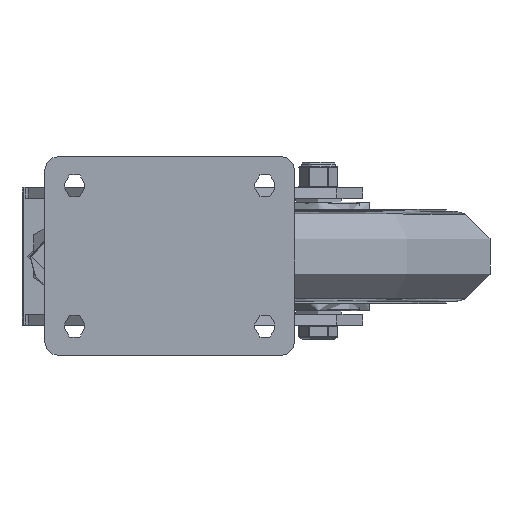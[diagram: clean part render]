
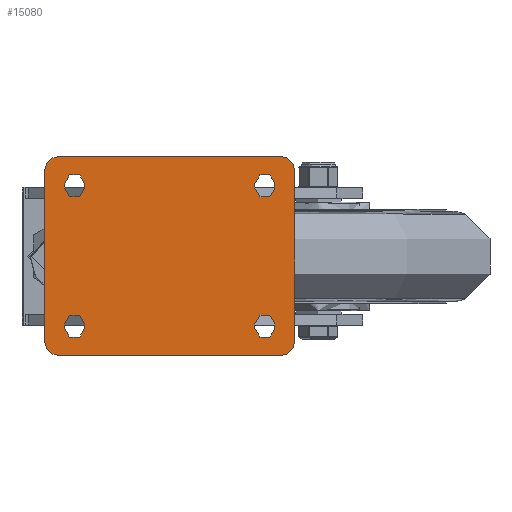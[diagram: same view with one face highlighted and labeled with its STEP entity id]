
A CAD part, top view. The second image highlights one B-rep face of the part: STEP entity #15080.
In plain terms, the highlighted planar face has unit normal (0, 0, 1).
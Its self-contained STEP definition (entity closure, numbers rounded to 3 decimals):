
#1434=FACE_BOUND('',#2913,.T.);
#1435=FACE_BOUND('',#2914,.T.);
#1436=FACE_BOUND('',#2915,.T.);
#1437=FACE_BOUND('',#2916,.T.);
#1607=PLANE('',#16323);
#1976=FACE_OUTER_BOUND('',#2912,.T.);
#2912=EDGE_LOOP('',(#10338,#10339,#10340,#10341,#10342,#10343,#10344,#10345));
#2913=EDGE_LOOP('',(#10346,#10347,#10348,#10349));
#2914=EDGE_LOOP('',(#10350,#10351,#10352,#10353));
#2915=EDGE_LOOP('',(#10354,#10355,#10356,#10357));
#2916=EDGE_LOOP('',(#10358,#10359,#10360,#10361));
#4023=LINE('',#21578,#4959);
#4024=LINE('',#21582,#4960);
#4025=LINE('',#21586,#4961);
#4026=LINE('',#21589,#4962);
#4027=LINE('',#21592,#4963);
#4028=LINE('',#21596,#4964);
#4029=LINE('',#21600,#4965);
#4030=LINE('',#21604,#4966);
#4031=LINE('',#21608,#4967);
#4032=LINE('',#21612,#4968);
#4033=LINE('',#21616,#4969);
#4034=LINE('',#21620,#4970);
#4959=VECTOR('',#17811,1000.);
#4960=VECTOR('',#17814,1000.);
#4961=VECTOR('',#17817,1000.);
#4962=VECTOR('',#17820,1000.);
#4963=VECTOR('',#17821,1000.);
#4964=VECTOR('',#17824,1000.);
#4965=VECTOR('',#17827,1000.);
#4966=VECTOR('',#17830,1000.);
#4967=VECTOR('',#17833,1000.);
#4968=VECTOR('',#17836,1000.);
#4969=VECTOR('',#17839,1000.);
#4970=VECTOR('',#17842,1000.);
#5881=CIRCLE('',#16324,8.);
#5882=CIRCLE('',#16325,8.);
#5883=CIRCLE('',#16326,8.);
#5884=CIRCLE('',#16327,8.);
#5885=CIRCLE('',#16328,5.5);
#5886=CIRCLE('',#16329,5.5);
#5887=CIRCLE('',#16330,5.5);
#5888=CIRCLE('',#16331,5.5);
#5889=CIRCLE('',#16332,5.5);
#5890=CIRCLE('',#16333,5.5);
#5891=CIRCLE('',#16334,5.5);
#5892=CIRCLE('',#16335,5.5);
#6512=VERTEX_POINT('',#21574);
#6513=VERTEX_POINT('',#21575);
#6514=VERTEX_POINT('',#21577);
#6515=VERTEX_POINT('',#21579);
#6516=VERTEX_POINT('',#21581);
#6517=VERTEX_POINT('',#21583);
#6518=VERTEX_POINT('',#21585);
#6519=VERTEX_POINT('',#21587);
#6520=VERTEX_POINT('',#21590);
#6521=VERTEX_POINT('',#21591);
#6522=VERTEX_POINT('',#21593);
#6523=VERTEX_POINT('',#21595);
#6524=VERTEX_POINT('',#21598);
#6525=VERTEX_POINT('',#21599);
#6526=VERTEX_POINT('',#21601);
#6527=VERTEX_POINT('',#21603);
#6528=VERTEX_POINT('',#21606);
#6529=VERTEX_POINT('',#21607);
#6530=VERTEX_POINT('',#21609);
#6531=VERTEX_POINT('',#21611);
#6532=VERTEX_POINT('',#21614);
#6533=VERTEX_POINT('',#21615);
#6534=VERTEX_POINT('',#21617);
#6535=VERTEX_POINT('',#21619);
#8025=EDGE_CURVE('',#6512,#6513,#5881,.T.);
#8026=EDGE_CURVE('',#6514,#6513,#4023,.T.);
#8027=EDGE_CURVE('',#6515,#6514,#5882,.T.);
#8028=EDGE_CURVE('',#6516,#6515,#4024,.T.);
#8029=EDGE_CURVE('',#6517,#6516,#5883,.T.);
#8030=EDGE_CURVE('',#6518,#6517,#4025,.T.);
#8031=EDGE_CURVE('',#6519,#6518,#5884,.T.);
#8032=EDGE_CURVE('',#6512,#6519,#4026,.T.);
#8033=EDGE_CURVE('',#6520,#6521,#4027,.T.);
#8034=EDGE_CURVE('',#6521,#6522,#5885,.T.);
#8035=EDGE_CURVE('',#6522,#6523,#4028,.T.);
#8036=EDGE_CURVE('',#6523,#6520,#5886,.T.);
#8037=EDGE_CURVE('',#6524,#6525,#4029,.T.);
#8038=EDGE_CURVE('',#6525,#6526,#5887,.T.);
#8039=EDGE_CURVE('',#6526,#6527,#4030,.T.);
#8040=EDGE_CURVE('',#6527,#6524,#5888,.T.);
#8041=EDGE_CURVE('',#6528,#6529,#4031,.T.);
#8042=EDGE_CURVE('',#6529,#6530,#5889,.T.);
#8043=EDGE_CURVE('',#6530,#6531,#4032,.T.);
#8044=EDGE_CURVE('',#6531,#6528,#5890,.T.);
#8045=EDGE_CURVE('',#6532,#6533,#4033,.T.);
#8046=EDGE_CURVE('',#6533,#6534,#5891,.T.);
#8047=EDGE_CURVE('',#6534,#6535,#4034,.T.);
#8048=EDGE_CURVE('',#6535,#6532,#5892,.T.);
#10338=ORIENTED_EDGE('',*,*,#8025,.T.);
#10339=ORIENTED_EDGE('',*,*,#8026,.F.);
#10340=ORIENTED_EDGE('',*,*,#8027,.F.);
#10341=ORIENTED_EDGE('',*,*,#8028,.F.);
#10342=ORIENTED_EDGE('',*,*,#8029,.F.);
#10343=ORIENTED_EDGE('',*,*,#8030,.F.);
#10344=ORIENTED_EDGE('',*,*,#8031,.F.);
#10345=ORIENTED_EDGE('',*,*,#8032,.F.);
#10346=ORIENTED_EDGE('',*,*,#8033,.T.);
#10347=ORIENTED_EDGE('',*,*,#8034,.T.);
#10348=ORIENTED_EDGE('',*,*,#8035,.T.);
#10349=ORIENTED_EDGE('',*,*,#8036,.T.);
#10350=ORIENTED_EDGE('',*,*,#8037,.T.);
#10351=ORIENTED_EDGE('',*,*,#8038,.T.);
#10352=ORIENTED_EDGE('',*,*,#8039,.T.);
#10353=ORIENTED_EDGE('',*,*,#8040,.T.);
#10354=ORIENTED_EDGE('',*,*,#8041,.T.);
#10355=ORIENTED_EDGE('',*,*,#8042,.T.);
#10356=ORIENTED_EDGE('',*,*,#8043,.T.);
#10357=ORIENTED_EDGE('',*,*,#8044,.T.);
#10358=ORIENTED_EDGE('',*,*,#8045,.T.);
#10359=ORIENTED_EDGE('',*,*,#8046,.T.);
#10360=ORIENTED_EDGE('',*,*,#8047,.T.);
#10361=ORIENTED_EDGE('',*,*,#8048,.T.);
#15080=ADVANCED_FACE('',(#1976,#1434,#1435,#1436,#1437),#1607,.T.);
#16323=AXIS2_PLACEMENT_3D('',#21573,#17807,#17808);
#16324=AXIS2_PLACEMENT_3D('',#21576,#17809,#17810);
#16325=AXIS2_PLACEMENT_3D('',#21580,#17812,#17813);
#16326=AXIS2_PLACEMENT_3D('',#21584,#17815,#17816);
#16327=AXIS2_PLACEMENT_3D('',#21588,#17818,#17819);
#16328=AXIS2_PLACEMENT_3D('',#21594,#17822,#17823);
#16329=AXIS2_PLACEMENT_3D('',#21597,#17825,#17826);
#16330=AXIS2_PLACEMENT_3D('',#21602,#17828,#17829);
#16331=AXIS2_PLACEMENT_3D('',#21605,#17831,#17832);
#16332=AXIS2_PLACEMENT_3D('',#21610,#17834,#17835);
#16333=AXIS2_PLACEMENT_3D('',#21613,#17837,#17838);
#16334=AXIS2_PLACEMENT_3D('',#21618,#17840,#17841);
#16335=AXIS2_PLACEMENT_3D('',#21621,#17843,#17844);
#17807=DIRECTION('center_axis',(0.,0.,1.));
#17808=DIRECTION('ref_axis',(1.,0.,0.));
#17809=DIRECTION('center_axis',(0.,0.,1.));
#17810=DIRECTION('ref_axis',(-1.,0.,0.));
#17811=DIRECTION('',(-1.,0.,0.));
#17812=DIRECTION('center_axis',(0.,0.,-1.));
#17813=DIRECTION('ref_axis',(1.,0.,0.));
#17814=DIRECTION('',(0.,-1.,0.));
#17815=DIRECTION('center_axis',(0.,0.,-1.));
#17816=DIRECTION('ref_axis',(0.,1.,0.));
#17817=DIRECTION('',(1.,0.,0.));
#17818=DIRECTION('center_axis',(0.,0.,-1.));
#17819=DIRECTION('ref_axis',(-1.,0.,0.));
#17820=DIRECTION('',(0.,1.,0.));
#17821=DIRECTION('',(0.,-1.,0.));
#17822=DIRECTION('center_axis',(0.,0.,-1.));
#17823=DIRECTION('ref_axis',(-1.,0.,0.));
#17824=DIRECTION('',(0.,1.,0.));
#17825=DIRECTION('center_axis',(0.,0.,-1.));
#17826=DIRECTION('ref_axis',(-1.,0.,0.));
#17827=DIRECTION('',(0.,1.,0.));
#17828=DIRECTION('center_axis',(0.,0.,-1.));
#17829=DIRECTION('ref_axis',(-1.,0.,0.));
#17830=DIRECTION('',(0.,-1.,0.));
#17831=DIRECTION('center_axis',(0.,0.,-1.));
#17832=DIRECTION('ref_axis',(-1.,0.,0.));
#17833=DIRECTION('',(0.,-1.,0.));
#17834=DIRECTION('center_axis',(0.,0.,-1.));
#17835=DIRECTION('ref_axis',(1.,0.,0.));
#17836=DIRECTION('',(0.,1.,0.));
#17837=DIRECTION('center_axis',(0.,0.,-1.));
#17838=DIRECTION('ref_axis',(1.,0.,0.));
#17839=DIRECTION('',(0.,1.,0.));
#17840=DIRECTION('center_axis',(0.,0.,-1.));
#17841=DIRECTION('ref_axis',(1.,0.,0.));
#17842=DIRECTION('',(0.,-1.,0.));
#17843=DIRECTION('center_axis',(0.,0.,-1.));
#17844=DIRECTION('ref_axis',(1.,0.,0.));
#21573=CARTESIAN_POINT('Origin',(0.,0.,0.));
#21574=CARTESIAN_POINT('',(-69.,-47.,0.));
#21575=CARTESIAN_POINT('',(-61.,-55.,0.));
#21576=CARTESIAN_POINT('Origin',(-61.,-47.,0.));
#21577=CARTESIAN_POINT('',(61.,-55.,0.));
#21578=CARTESIAN_POINT('',(61.,-55.,0.));
#21579=CARTESIAN_POINT('',(69.,-47.,0.));
#21580=CARTESIAN_POINT('Origin',(61.,-47.,0.));
#21581=CARTESIAN_POINT('',(69.,47.,0.));
#21582=CARTESIAN_POINT('',(69.,47.,0.));
#21583=CARTESIAN_POINT('',(61.,55.,0.));
#21584=CARTESIAN_POINT('Origin',(61.,47.,0.));
#21585=CARTESIAN_POINT('',(-61.,55.,0.));
#21586=CARTESIAN_POINT('',(-61.,55.,0.));
#21587=CARTESIAN_POINT('',(-69.,47.,0.));
#21588=CARTESIAN_POINT('Origin',(-61.,47.,0.));
#21589=CARTESIAN_POINT('',(-69.,-47.,0.));
#21590=CARTESIAN_POINT('',(58.,-37.5,0.));
#21591=CARTESIAN_POINT('',(58.,-40.,0.));
#21592=CARTESIAN_POINT('',(58.,-40.,0.));
#21593=CARTESIAN_POINT('',(47.,-40.,0.));
#21594=CARTESIAN_POINT('Origin',(52.5,-40.,0.));
#21595=CARTESIAN_POINT('',(47.,-37.5,0.));
#21596=CARTESIAN_POINT('',(47.,-40.,0.));
#21597=CARTESIAN_POINT('Origin',(52.5,-37.5,0.));
#21598=CARTESIAN_POINT('',(47.,37.5,0.));
#21599=CARTESIAN_POINT('',(47.,40.,0.));
#21600=CARTESIAN_POINT('',(47.,40.,0.));
#21601=CARTESIAN_POINT('',(58.,40.,0.));
#21602=CARTESIAN_POINT('Origin',(52.5,40.,0.));
#21603=CARTESIAN_POINT('',(58.,37.5,0.));
#21604=CARTESIAN_POINT('',(58.,40.,0.));
#21605=CARTESIAN_POINT('Origin',(52.5,37.5,0.));
#21606=CARTESIAN_POINT('',(-47.,-37.5,0.));
#21607=CARTESIAN_POINT('',(-47.,-40.,0.));
#21608=CARTESIAN_POINT('',(-47.,-40.,0.));
#21609=CARTESIAN_POINT('',(-58.,-40.,0.));
#21610=CARTESIAN_POINT('Origin',(-52.5,-40.,0.));
#21611=CARTESIAN_POINT('',(-58.,-37.5,0.));
#21612=CARTESIAN_POINT('',(-58.,-40.,0.));
#21613=CARTESIAN_POINT('Origin',(-52.5,-37.5,0.));
#21614=CARTESIAN_POINT('',(-58.,37.5,0.));
#21615=CARTESIAN_POINT('',(-58.,40.,0.));
#21616=CARTESIAN_POINT('',(-58.,40.,0.));
#21617=CARTESIAN_POINT('',(-47.,40.,0.));
#21618=CARTESIAN_POINT('Origin',(-52.5,40.,0.));
#21619=CARTESIAN_POINT('',(-47.,37.5,0.));
#21620=CARTESIAN_POINT('',(-47.,40.,0.));
#21621=CARTESIAN_POINT('Origin',(-52.5,37.5,0.));
